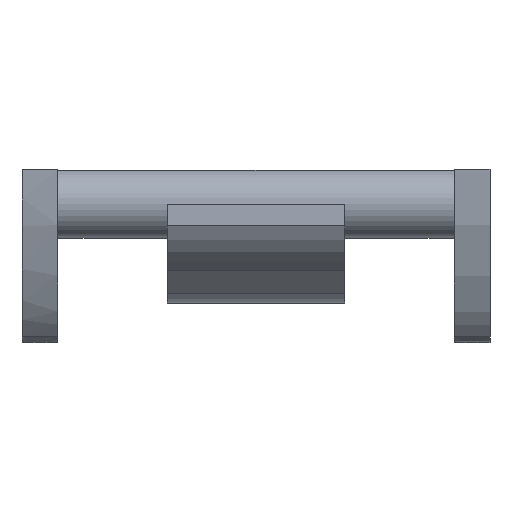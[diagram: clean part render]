
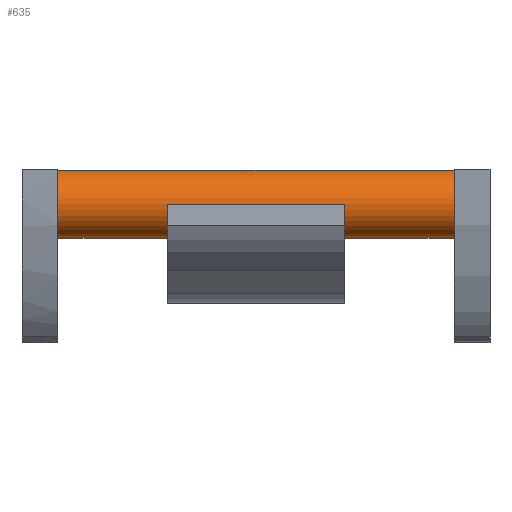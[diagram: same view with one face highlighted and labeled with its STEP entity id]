
A CAD part, front view. The second image highlights one B-rep face of the part: STEP entity #635.
In plain terms, the highlighted cylindrical face has radius 1.9 mm (diameter 3.8 mm), a full revolution.
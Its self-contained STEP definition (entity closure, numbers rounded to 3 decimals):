
#38=CYLINDRICAL_SURFACE('',#690,1.9);
#48=CIRCLE('',#683,1.9);
#51=CIRCLE('',#691,1.9);
#52=CIRCLE('',#692,1.9);
#53=CIRCLE('',#693,1.9);
#69=FACE_OUTER_BOUND('',#107,.T.);
#107=EDGE_LOOP('',(#474,#475,#476,#477,#478,#479,#480,#481,#482,#483));
#167=LINE('',#940,#232);
#171=LINE('',#949,#236);
#173=LINE('',#954,#238);
#174=LINE('',#957,#239);
#232=VECTOR('',#780,10.);
#236=VECTOR('',#788,10.);
#238=VECTOR('',#794,1.9);
#239=VECTOR('',#797,1.9);
#284=VERTEX_POINT('',#918);
#285=VERTEX_POINT('',#920);
#291=VERTEX_POINT('',#936);
#294=VERTEX_POINT('',#946);
#296=VERTEX_POINT('',#952);
#297=VERTEX_POINT('',#956);
#352=EDGE_CURVE('',#285,#284,#48,.T.);
#362=EDGE_CURVE('',#291,#285,#167,.T.);
#366=EDGE_CURVE('',#284,#294,#171,.T.);
#368=EDGE_CURVE('',#296,#296,#51,.T.);
#369=EDGE_CURVE('',#296,#294,#173,.T.);
#370=EDGE_CURVE('',#294,#291,#52,.T.);
#371=EDGE_CURVE('',#284,#297,#174,.T.);
#372=EDGE_CURVE('',#297,#297,#53,.T.);
#474=ORIENTED_EDGE('',*,*,#368,.F.);
#475=ORIENTED_EDGE('',*,*,#369,.T.);
#476=ORIENTED_EDGE('',*,*,#370,.T.);
#477=ORIENTED_EDGE('',*,*,#362,.T.);
#478=ORIENTED_EDGE('',*,*,#352,.T.);
#479=ORIENTED_EDGE('',*,*,#371,.T.);
#480=ORIENTED_EDGE('',*,*,#372,.F.);
#481=ORIENTED_EDGE('',*,*,#371,.F.);
#482=ORIENTED_EDGE('',*,*,#366,.T.);
#483=ORIENTED_EDGE('',*,*,#369,.F.);
#635=ADVANCED_FACE('',(#69),#38,.T.);
#683=AXIS2_PLACEMENT_3D('',#921,#763,#764);
#690=AXIS2_PLACEMENT_3D('',#951,#790,#791);
#691=AXIS2_PLACEMENT_3D('',#953,#792,#793);
#692=AXIS2_PLACEMENT_3D('',#955,#795,#796);
#693=AXIS2_PLACEMENT_3D('',#958,#798,#799);
#763=DIRECTION('center_axis',(1.,0.,0.));
#764=DIRECTION('ref_axis',(0.,-1.,0.));
#780=DIRECTION('',(1.,0.,0.));
#788=DIRECTION('',(-1.,0.,0.));
#790=DIRECTION('center_axis',(-1.,0.,0.));
#791=DIRECTION('ref_axis',(0.,-1.,0.));
#792=DIRECTION('center_axis',(-1.,0.,0.));
#793=DIRECTION('ref_axis',(0.,-1.,0.));
#794=DIRECTION('',(1.,0.,0.));
#795=DIRECTION('center_axis',(-1.,0.,0.));
#796=DIRECTION('ref_axis',(0.,-1.,0.));
#797=DIRECTION('',(1.,0.,0.));
#798=DIRECTION('center_axis',(1.,0.,0.));
#799=DIRECTION('ref_axis',(0.,-1.,0.));
#918=CARTESIAN_POINT('',(32.44,-73.875,7.));
#920=CARTESIAN_POINT('',(32.44,-77.675,7.));
#921=CARTESIAN_POINT('Origin',(32.44,-75.775,7.));
#936=CARTESIAN_POINT('',(22.56,-77.675,7.));
#940=CARTESIAN_POINT('',(22.56,-77.675,7.));
#946=CARTESIAN_POINT('',(22.56,-73.875,7.));
#949=CARTESIAN_POINT('',(22.56,-73.875,7.));
#951=CARTESIAN_POINT('Origin',(22.56,-75.775,7.));
#952=CARTESIAN_POINT('',(16.46,-73.875,7.));
#953=CARTESIAN_POINT('Origin',(16.46,-75.775,7.));
#954=CARTESIAN_POINT('',(22.56,-73.875,7.));
#955=CARTESIAN_POINT('Origin',(22.56,-75.775,7.));
#956=CARTESIAN_POINT('',(38.54,-73.875,7.));
#957=CARTESIAN_POINT('',(22.56,-73.875,7.));
#958=CARTESIAN_POINT('Origin',(38.54,-75.775,7.));
